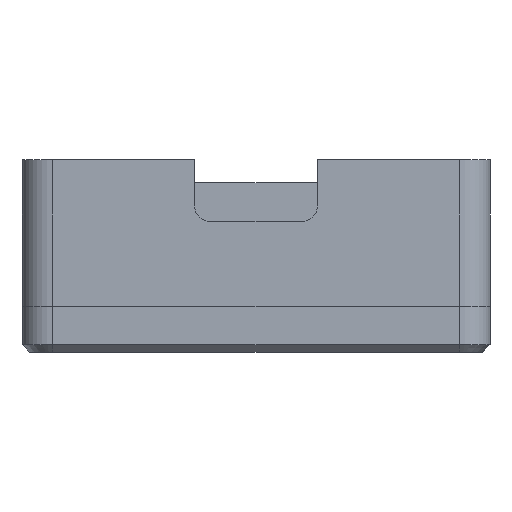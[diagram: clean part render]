
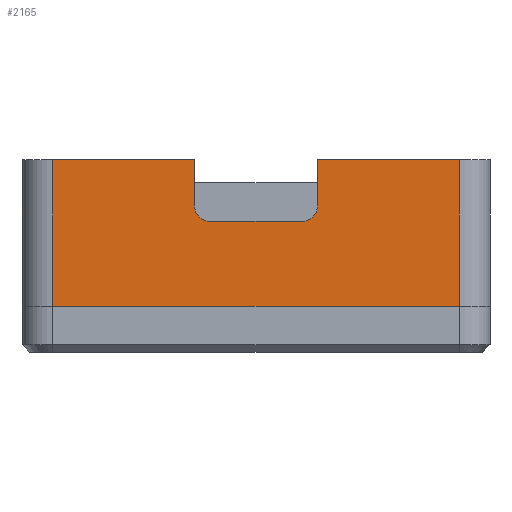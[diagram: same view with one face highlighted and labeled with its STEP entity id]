
A CAD part, front view. The second image highlights one B-rep face of the part: STEP entity #2165.
In plain terms, the highlighted planar face has unit normal (0, -1, 0).
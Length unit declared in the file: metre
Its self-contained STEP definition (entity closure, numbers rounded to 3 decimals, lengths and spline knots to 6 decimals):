
#110=LINE('',#3470,#290);
#170=LINE('',#3655,#350);
#171=LINE('',#3658,#351);
#172=LINE('',#3660,#352);
#173=LINE('',#3661,#353);
#174=LINE('',#3665,#354);
#175=LINE('',#3669,#355);
#176=LINE('',#3671,#356);
#290=VECTOR('',#2811,1.);
#350=VECTOR('',#2963,1.);
#351=VECTOR('',#2964,1.);
#352=VECTOR('',#2965,1.);
#353=VECTOR('',#2966,1.);
#354=VECTOR('',#2969,1.);
#355=VECTOR('',#2972,1.);
#356=VECTOR('',#2973,1.);
#442=PLANE('',#2430);
#789=ORIENTED_EDGE('',*,*,#1269,.T.);
#790=ORIENTED_EDGE('',*,*,#1270,.T.);
#791=ORIENTED_EDGE('',*,*,#1271,.T.);
#792=ORIENTED_EDGE('',*,*,#1177,.F.);
#793=ORIENTED_EDGE('',*,*,#1272,.F.);
#794=ORIENTED_EDGE('',*,*,#1273,.T.);
#795=ORIENTED_EDGE('',*,*,#1274,.F.);
#796=ORIENTED_EDGE('',*,*,#1275,.T.);
#797=ORIENTED_EDGE('',*,*,#1276,.T.);
#798=ORIENTED_EDGE('',*,*,#1277,.F.);
#1177=EDGE_CURVE('',#1447,#1448,#110,.T.);
#1269=EDGE_CURVE('',#1527,#1528,#170,.T.);
#1270=EDGE_CURVE('',#1528,#1529,#171,.T.);
#1271=EDGE_CURVE('',#1529,#1448,#172,.F.);
#1272=EDGE_CURVE('',#1530,#1447,#173,.T.);
#1273=EDGE_CURVE('',#1530,#1531,#1645,.T.);
#1274=EDGE_CURVE('',#1532,#1531,#174,.T.);
#1275=EDGE_CURVE('',#1532,#1533,#1646,.T.);
#1276=EDGE_CURVE('',#1533,#1534,#175,.T.);
#1277=EDGE_CURVE('',#1527,#1534,#176,.T.);
#1447=VERTEX_POINT('',#3469);
#1448=VERTEX_POINT('',#3471);
#1527=VERTEX_POINT('',#3656);
#1528=VERTEX_POINT('',#3657);
#1529=VERTEX_POINT('',#3659);
#1530=VERTEX_POINT('',#3662);
#1531=VERTEX_POINT('',#3664);
#1532=VERTEX_POINT('',#3666);
#1533=VERTEX_POINT('',#3668);
#1534=VERTEX_POINT('',#3670);
#1645=CIRCLE('',#2431,0.001);
#1646=CIRCLE('',#2432,0.001);
#1782=EDGE_LOOP('',(#789,#790,#791,#792,#793,#794,#795,#796,#797,#798));
#1974=FACE_BOUND('',#1782,.T.);
#2165=ADVANCED_FACE('',(#1974),#442,.F.);
#2430=AXIS2_PLACEMENT_3D('',#3654,#2961,#2962);
#2431=AXIS2_PLACEMENT_3D('',#3663,#2967,#2968);
#2432=AXIS2_PLACEMENT_3D('',#3667,#2970,#2971);
#2811=DIRECTION('',(1.,0.,0.));
#2961=DIRECTION('',(0.,1.,0.));
#2962=DIRECTION('',(0.,0.,1.));
#2963=DIRECTION('',(0.,0.,-1.));
#2964=DIRECTION('',(1.,0.,0.));
#2965=DIRECTION('',(0.,0.,-1.));
#2966=DIRECTION('',(0.,0.,1.));
#2967=DIRECTION('',(0.,1.,0.));
#2968=DIRECTION('',(0.,0.,1.));
#2969=DIRECTION('',(1.,0.,0.));
#2970=DIRECTION('',(0.,1.,0.));
#2971=DIRECTION('',(0.,0.,1.));
#2972=DIRECTION('',(0.,0.,1.));
#2973=DIRECTION('',(1.,0.,0.));
#3469=CARTESIAN_POINT('',(0.004,-0.0359,0.0125));
#3470=CARTESIAN_POINT('',(0.,-0.0359,0.0125));
#3471=CARTESIAN_POINT('',(0.0132,-0.0359,0.0125));
#3654=CARTESIAN_POINT('',(0.,-0.0359,0.0125));
#3655=CARTESIAN_POINT('',(-0.0132,-0.0359,0.));
#3656=CARTESIAN_POINT('',(-0.0132,-0.0359,0.0125));
#3657=CARTESIAN_POINT('',(-0.0132,-0.0359,0.0005));
#3658=CARTESIAN_POINT('',(0.,-0.0359,0.0005));
#3659=CARTESIAN_POINT('',(0.0132,-0.0359,0.0005));
#3660=CARTESIAN_POINT('',(0.0132,-0.0359,0.0125));
#3661=CARTESIAN_POINT('',(0.004,-0.0359,0.0125));
#3662=CARTESIAN_POINT('',(0.004,-0.0359,0.0095));
#3663=CARTESIAN_POINT('',(0.003,-0.0359,0.0095));
#3664=CARTESIAN_POINT('',(0.003,-0.0359,0.0085));
#3665=CARTESIAN_POINT('',(0.,-0.0359,0.0085));
#3666=CARTESIAN_POINT('',(-0.003,-0.0359,0.0085));
#3667=CARTESIAN_POINT('',(-0.003,-0.0359,0.0095));
#3668=CARTESIAN_POINT('',(-0.004,-0.0359,0.0095));
#3669=CARTESIAN_POINT('',(-0.004,-0.0359,0.0125));
#3670=CARTESIAN_POINT('',(-0.004,-0.0359,0.0125));
#3671=CARTESIAN_POINT('',(0.,-0.0359,0.0125));
